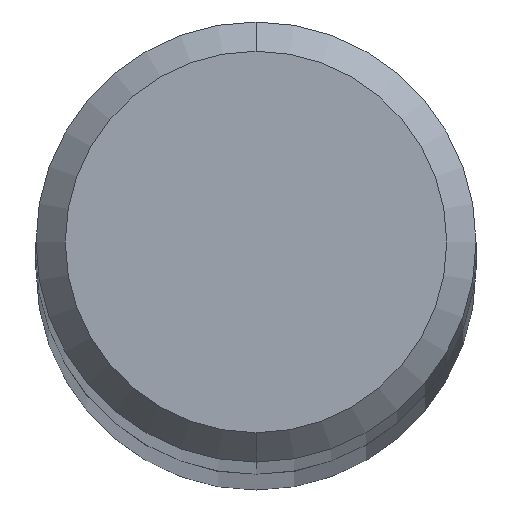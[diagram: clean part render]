
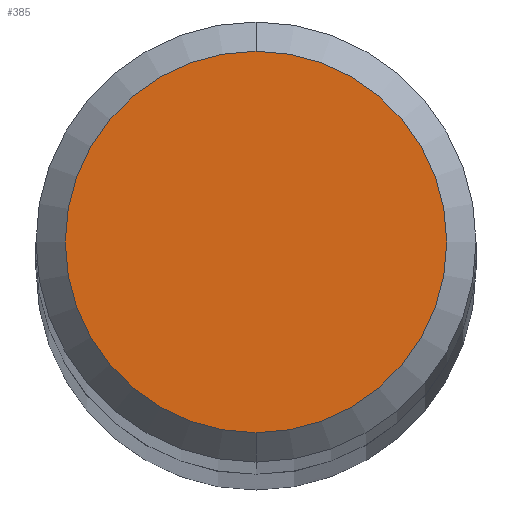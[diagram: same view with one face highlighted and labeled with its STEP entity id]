
A CAD part, top view. The second image highlights one B-rep face of the part: STEP entity #385.
In plain terms, the highlighted planar face has unit normal (0, 0, 1).
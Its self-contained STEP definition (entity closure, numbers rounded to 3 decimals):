
#177=EDGE_CURVE('',#231,#205,#453,.T.);
#205=VERTEX_POINT('',#482);
#231=VERTEX_POINT('',#509);
#299=EDGE_CURVE('',#205,#231,#580,.T.);
#385=ADVANCED_FACE('',(#683),#684,.T.);
#453=CIRCLE('',#784,1.95);
#482=CARTESIAN_POINT('',(0.0,1.95,0.0));
#509=CARTESIAN_POINT('',(0.,-1.95,0.0));
#580=CIRCLE('',#1071,1.95);
#683=FACE_OUTER_BOUND('',#1237,.T.);
#684=PLANE('',#1238);
#784=AXIS2_PLACEMENT_3D('',#1328,#1329,#1330);
#1071=AXIS2_PLACEMENT_3D('',#1419,#1420,#1421);
#1237=EDGE_LOOP('',(#1583,#1584));
#1238=AXIS2_PLACEMENT_3D('',#1585,#1586,#1587);
#1328=CARTESIAN_POINT('',(0.0,0.0,0.0));
#1329=DIRECTION('',(0.0,0.0,-1.0));
#1330=DIRECTION('',(0.0,1.0,0.0));
#1419=CARTESIAN_POINT('',(0.0,0.0,0.0));
#1420=DIRECTION('',(0.0,0.0,-1.0));
#1421=DIRECTION('',(0.0,1.0,0.0));
#1583=ORIENTED_EDGE('',*,*,#299,.F.);
#1584=ORIENTED_EDGE('',*,*,#177,.F.);
#1585=CARTESIAN_POINT('',(0.0,0.975,0.0));
#1586=DIRECTION('',(-0.0,0.0,1.0));
#1587=DIRECTION('',(0.0,-1.0,0.0));
